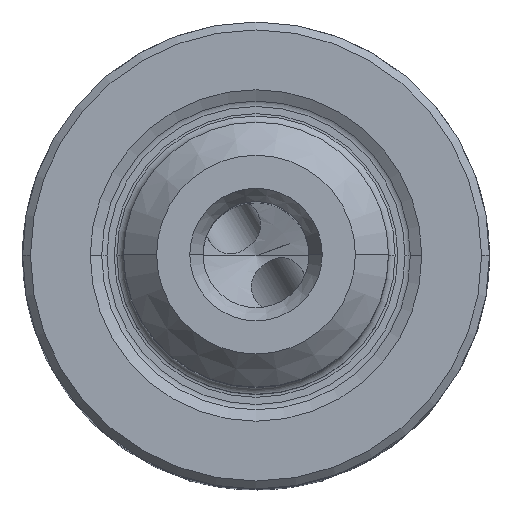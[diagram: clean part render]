
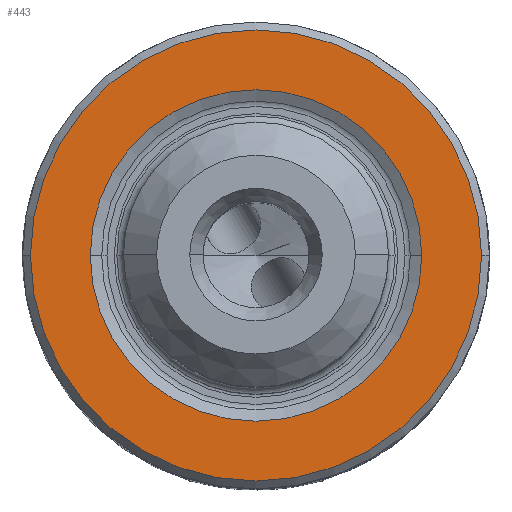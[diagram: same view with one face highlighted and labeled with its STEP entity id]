
A CAD part, top view. The second image highlights one B-rep face of the part: STEP entity #443.
In plain terms, the highlighted planar face has unit normal (0, 0, 1).
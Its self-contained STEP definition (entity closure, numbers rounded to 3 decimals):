
#76=PLANE('',#2109);
#165=FACE_BOUND('',#669,.T.);
#166=FACE_BOUND('',#670,.T.);
#443=ADVANCED_FACE('',(#165,#166),#76,.T.);
#669=EDGE_LOOP('',(#1135,#1136));
#670=EDGE_LOOP('',(#1137,#1138));
#807=CIRCLE('',#2104,6.254);
#808=CIRCLE('',#2106,8.51);
#809=CIRCLE('',#2107,8.51);
#810=CIRCLE('',#2108,6.254);
#1135=ORIENTED_EDGE('',*,*,#1756,.T.);
#1136=ORIENTED_EDGE('',*,*,#1757,.T.);
#1137=ORIENTED_EDGE('',*,*,#1758,.F.);
#1138=ORIENTED_EDGE('',*,*,#1755,.F.);
#1530=VERTEX_POINT('',#3673);
#1531=VERTEX_POINT('',#3675);
#1532=VERTEX_POINT('',#3679);
#1533=VERTEX_POINT('',#3680);
#1755=EDGE_CURVE('',#1531,#1530,#807,.T.);
#1756=EDGE_CURVE('',#1532,#1533,#808,.T.);
#1757=EDGE_CURVE('',#1533,#1532,#809,.T.);
#1758=EDGE_CURVE('',#1530,#1531,#810,.T.);
#2104=AXIS2_PLACEMENT_3D('',#3676,#2548,#2549);
#2106=AXIS2_PLACEMENT_3D('',#3678,#2552,#2553);
#2107=AXIS2_PLACEMENT_3D('',#3681,#2554,#2555);
#2108=AXIS2_PLACEMENT_3D('',#3682,#2556,#2557);
#2109=AXIS2_PLACEMENT_3D('',#3683,#2558,#2559);
#2548=DIRECTION('',(0.,0.,1.));
#2549=DIRECTION('',(-1.,0.,0.));
#2552=DIRECTION('',(0.,0.,1.));
#2553=DIRECTION('',(-1.,0.,0.));
#2554=DIRECTION('',(0.,0.,1.));
#2555=DIRECTION('',(1.,0.,0.));
#2556=DIRECTION('',(0.,0.,1.));
#2557=DIRECTION('',(1.,0.,0.));
#2558=DIRECTION('',(0.,0.,1.));
#2559=DIRECTION('',(-1.,0.,0.));
#3673=CARTESIAN_POINT('',(6.254,0.,0.));
#3675=CARTESIAN_POINT('',(-6.254,0.,0.));
#3676=CARTESIAN_POINT('',(0.,0.,0.));
#3678=CARTESIAN_POINT('',(0.,0.,0.));
#3679=CARTESIAN_POINT('',(-8.51,0.,0.));
#3680=CARTESIAN_POINT('',(8.51,0.,0.));
#3681=CARTESIAN_POINT('',(0.,0.,0.));
#3682=CARTESIAN_POINT('',(0.,0.,0.));
#3683=CARTESIAN_POINT('',(0.,0.001,0.));
